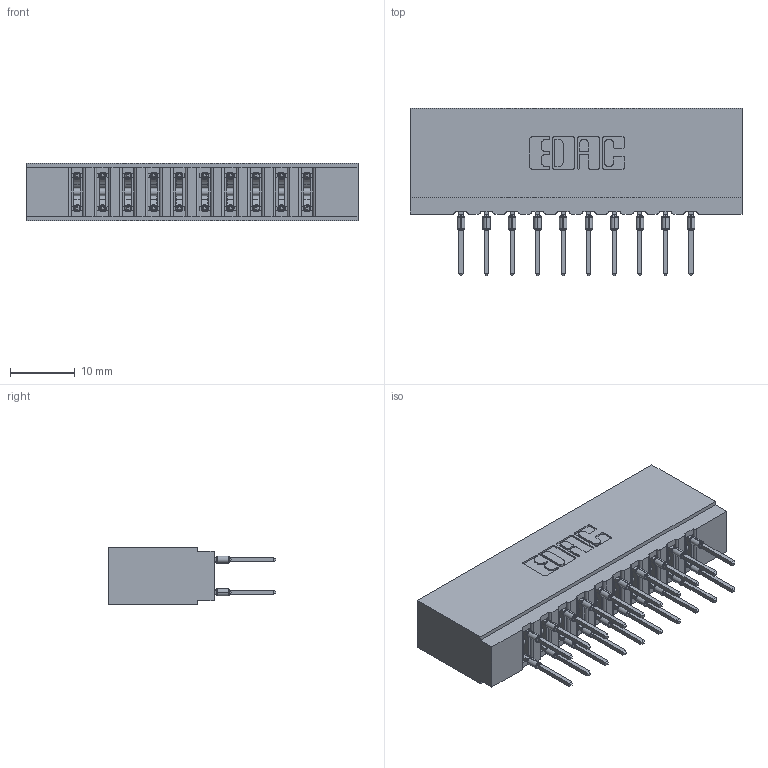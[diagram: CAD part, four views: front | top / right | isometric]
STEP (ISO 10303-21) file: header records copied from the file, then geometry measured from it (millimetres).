
FILE_DESCRIPTION (( 'STEP AP203' ), '1' );
FILE_NAME ('737-020-522-201.STEP', '2020-09-10T20:52:24', ( '' ), ( '' ), 'SwSTEP 2.0', 'SolidWorks 2020', '' );
FILE_SCHEMA (( 'CONFIG_CONTROL_DESIGN' ));
Length unit declared in the file: inch
Products named in the file (3): 737 Part_Insulator Option - 01; 745-292-001_522; 737-020-522-201
Assembly tree (21 placements, depth 2):
  737-020-522-201
    737 Part_Insulator Option - 01
    745-292-001_522  x20
Bounding box: 51.46 x 25.92 x 8.89 mm (x, y, z)
Volume: 5311 mm3; surface area: 7084.2 mm2
Topology: 21 solids, 21 shells, 1894 faces, 5095 edges, 3210 vertices
Faces by surface type: plane 984, bspline 400, cylinder 390, torus 120
Entity records: 21507 total; most frequent: CARTESIAN_POINT 4245, ORIENTED_EDGE 3616, DIRECTION 3184, EDGE_CURVE 1808, LINE 1566, VECTOR 1566, VERTEX_POINT 1158, AXIS2_PLACEMENT_3D 809
